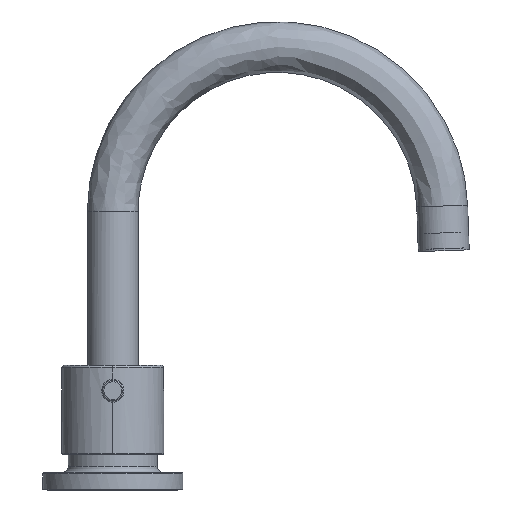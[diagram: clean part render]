
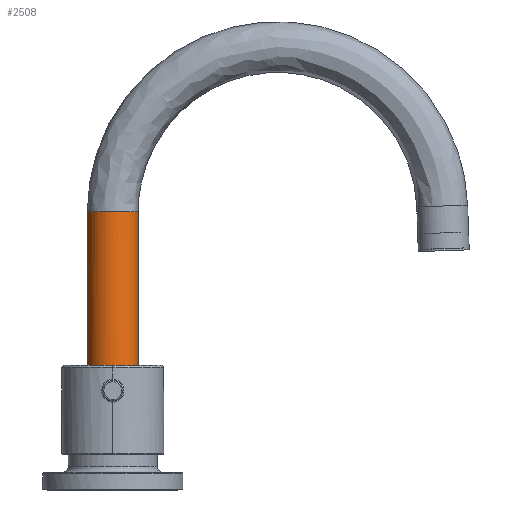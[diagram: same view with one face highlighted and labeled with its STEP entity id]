
A CAD part, left-side view. The second image highlights one B-rep face of the part: STEP entity #2508.
In plain terms, the highlighted cylindrical face has radius 10 mm (diameter 20 mm), a partial arc.
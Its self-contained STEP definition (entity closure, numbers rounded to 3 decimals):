
#2508=ADVANCED_FACE('',(#5738),#42179,.T.);
#5738=FACE_OUTER_BOUND('',#8956,.T.);
#8956=EDGE_LOOP('',(#22096,#22097,#22098,#22099));
#22096=ORIENTED_EDGE('',*,*,#28892,.F.);
#22097=ORIENTED_EDGE('',*,*,#28895,.T.);
#22098=ORIENTED_EDGE('',*,*,#28901,.T.);
#22099=ORIENTED_EDGE('',*,*,#28894,.T.);
#28892=EDGE_CURVE('',#39984,#39985,#29743,.T.);
#28894=EDGE_CURVE('',#39986,#39985,#35656,.T.);
#28895=EDGE_CURVE('',#39984,#39987,#35657,.T.);
#28901=EDGE_CURVE('',#39987,#39986,#29750,.T.);
#29743=(
BOUNDED_CURVE()
B_SPLINE_CURVE(2,(#86195,#86196,#86197,#86198,#86199),.UNSPECIFIED.,.F.,
 .F.)
B_SPLINE_CURVE_WITH_KNOTS((3,2,3),(-31.416,-15.708,
0.),.UNSPECIFIED.)
CURVE()
GEOMETRIC_REPRESENTATION_ITEM()
RATIONAL_B_SPLINE_CURVE((1.,0.707,1.,0.707,1.))
REPRESENTATION_ITEM('')
);
#29750=(
BOUNDED_CURVE()
B_SPLINE_CURVE(2,(#86246,#86247,#86248,#86249,#86250,#86251,#86252,#86253,
#86254),.UNSPECIFIED.,.F.,.F.)
B_SPLINE_CURVE_WITH_KNOTS((3,2,2,2,3),(31.416,39.27,
47.124,54.978,62.832),.UNSPECIFIED.)
CURVE()
GEOMETRIC_REPRESENTATION_ITEM()
RATIONAL_B_SPLINE_CURVE((1.,0.924,1.,0.924,1.,0.924,
1.,0.924,1.))
REPRESENTATION_ITEM('')
);
#35656=B_SPLINE_CURVE_WITH_KNOTS('',1,(#86205,#86206),.UNSPECIFIED.,.F.,
 .F.,(2,2),(-105.287,0.),.UNSPECIFIED.);
#35657=B_SPLINE_CURVE_WITH_KNOTS('',1,(#86207,#86208),.UNSPECIFIED.,.F.,
 .F.,(2,2),(-105.287,0.),.UNSPECIFIED.);
#39984=VERTEX_POINT('',#86115);
#39985=VERTEX_POINT('',#86116);
#39986=VERTEX_POINT('',#86117);
#39987=VERTEX_POINT('',#86118);
#42179=CYLINDRICAL_SURFACE('',#44920,10.);
#44920=AXIS2_PLACEMENT_3D('',#85692,#47196,$);
#47196=DIRECTION('',(0.,0.,-1.));
#85692=CARTESIAN_POINT('',(0.,0.,52.643));
#86115=CARTESIAN_POINT('',(10.,0.,0.));
#86116=CARTESIAN_POINT('',(-10.,0.,0.));
#86117=CARTESIAN_POINT('',(-10.,0.,105.287));
#86118=CARTESIAN_POINT('',(10.,0.,105.287));
#86195=CARTESIAN_POINT('',(10.,0.,0.));
#86196=CARTESIAN_POINT('',(10.,-10.,0.));
#86197=CARTESIAN_POINT('',(0.,-10.,0.));
#86198=CARTESIAN_POINT('',(-10.,-10.,0.));
#86199=CARTESIAN_POINT('',(-10.,0.,0.));
#86205=CARTESIAN_POINT('',(-10.,0.,105.287));
#86206=CARTESIAN_POINT('',(-10.,0.,0.));
#86207=CARTESIAN_POINT('',(10.,0.,0.));
#86208=CARTESIAN_POINT('',(10.,0.,105.287));
#86246=CARTESIAN_POINT('',(10.,0.,105.287));
#86247=CARTESIAN_POINT('',(10.,-4.142,105.287));
#86248=CARTESIAN_POINT('',(7.071,-7.071,105.287));
#86249=CARTESIAN_POINT('',(4.142,-10.,105.287));
#86250=CARTESIAN_POINT('',(0.,-10.,105.287));
#86251=CARTESIAN_POINT('',(-4.142,-10.,105.287));
#86252=CARTESIAN_POINT('',(-7.071,-7.071,105.287));
#86253=CARTESIAN_POINT('',(-10.,-4.142,105.287));
#86254=CARTESIAN_POINT('',(-10.,0.,105.287));
